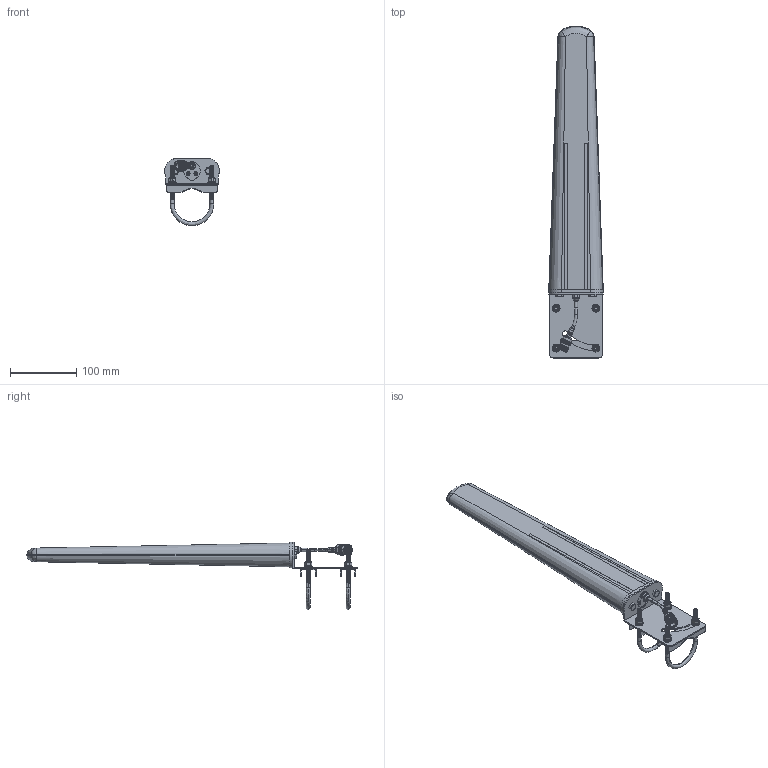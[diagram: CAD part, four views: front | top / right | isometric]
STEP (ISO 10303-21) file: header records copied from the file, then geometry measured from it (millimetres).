
FILE_DESCRIPTION (( 'STEP AP203' ), '1' );
FILE_NAME ('LCANLP1011_3D.STEP', '2022-03-21T20:25:00', ( '' ), ( '' ), 'SwSTEP 2.0', 'SolidWorks 2021', '' );
FILE_SCHEMA (( 'CONFIG_CONTROL_DESIGN' ));
Products named in the file (1): LCANLP1011_3D
Bounding box: 82 x 499.38 x 101.43 mm (x, y, z)
Volume: 192980 mm3; surface area: 199239.9 mm2
Topology: 40 solids, 40 shells, 3530 faces, 8264 edges, 4824 vertices
Faces by surface type: bspline 1640, cylinder 1116, plane 522, cone 250, torus 2
Entity records: 180255 total; most frequent: CARTESIAN_POINT 115467, ORIENTED_EDGE 16492, EDGE_CURVE 8246, DIRECTION 7669, B_SPLINE_CURVE_WITH_KNOTS 5191, VERTEX_POINT 4824, EDGE_LOOP 3640, FACE_OUTER_BOUND 3530
